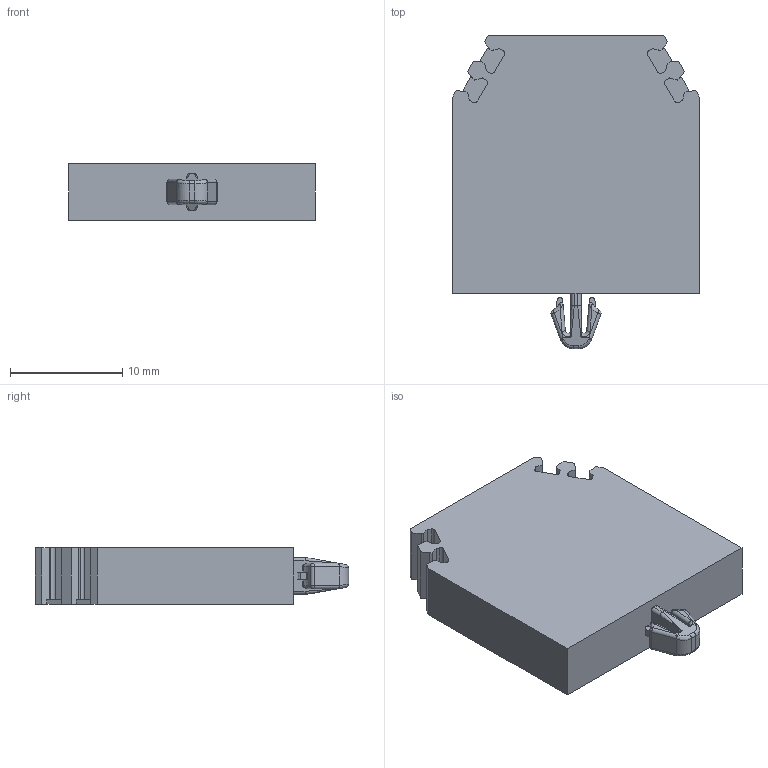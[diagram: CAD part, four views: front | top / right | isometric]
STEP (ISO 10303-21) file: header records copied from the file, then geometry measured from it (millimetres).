
FILE_DESCRIPTION(/* description */ (''),/* implementation_level */ '2;1');
FILE_NAME(/* name */ '2047_EH2-Z_iso.stp',/* time_stamp */ '2011-07-27T08:05:30+02:00',/* author */ (''),/* organization */ (''),/* preprocessor_version */ 'ST-DEVELOPER v11',/* originating_system */ 'SIEMENS UGS NX 6.0',/* authorisation */ '');
FILE_SCHEMA (('CONFIG_CONTROL_DESIGN'));
Length unit declared in the file: millimetre
Products named in the file (1): 2047_EH2-Z_iso
Bounding box: 22 x 27.9 x 5.05 mm (x, y, z)
Volume: 2421.4 mm3; surface area: 1568.4 mm2
Topology: 1 solids, 1 shells, 147 faces, 396 edges, 240 vertices
Faces by surface type: plane 81, cylinder 42, bspline 10, torus 8, sphere 4, cone 2
Entity records: 5238 total; most frequent: CARTESIAN_POINT 1592, ORIENTED_EDGE 768, DIRECTION 712, EDGE_CURVE 384, LINE 264, VECTOR 264, VERTEX_POINT 240, AXIS2_PLACEMENT_3D 224
